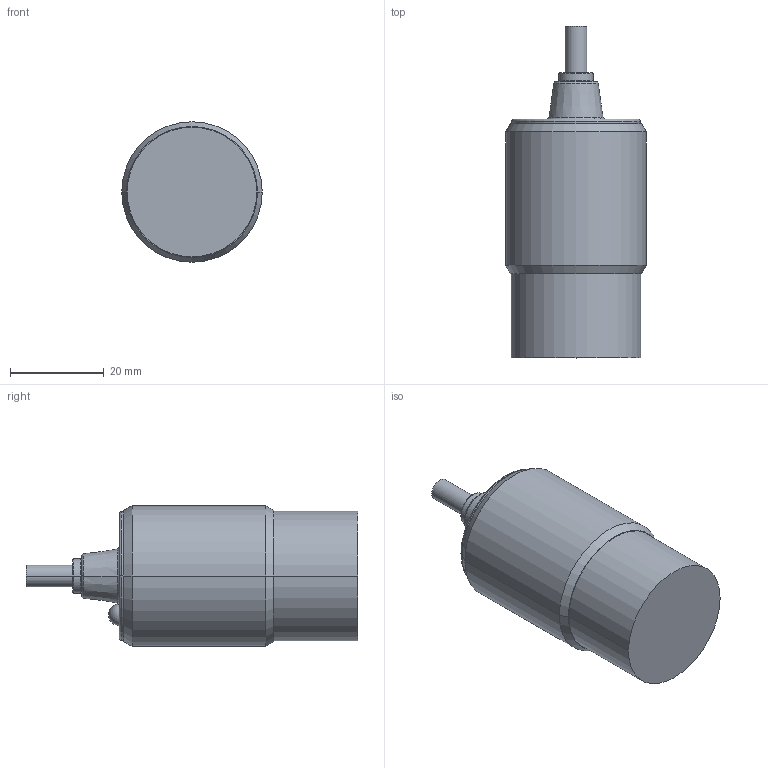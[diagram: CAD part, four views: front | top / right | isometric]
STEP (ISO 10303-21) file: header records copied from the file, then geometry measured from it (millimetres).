
FILE_DESCRIPTION((''),'2;1');
FILE_NAME('DM_CAD-2301A_SW0001','2017-06-26T',('creinig-se'),(''),'PRO/ENGINEER BY PARAMETRIC TECHNOLOGY CORPORATION, 2015440','PRO/ENGINEER BY PARAMETRIC TECHNOLOGY CORPORATION, 2015440','');
FILE_SCHEMA(('CONFIG_CONTROL_DESIGN'));
Length unit declared in the file: millimetre
Products named in the file (1): DM_CAD-2301A_SW0001
Bounding box: 30 x 70.9 x 30 mm (x, y, z)
Volume: 34876.1 mm3; surface area: 6343.7 mm2
Topology: 1 solids, 1 shells, 35 faces, 124 edges, 145 vertices
Faces by surface type: cylinder 10, torus 10, plane 7, cone 6, sphere 2
Entity records: 1715 total; most frequent: DIRECTION 261, CARTESIAN_POINT 210, ORIENTED_EDGE 142, AXIS2_PLACEMENT_3D 105, PRESENTATION_STYLE_ASSIGNMENT 87, STYLED_ITEM 87, EDGE_CURVE 71, CIRCLE 69
